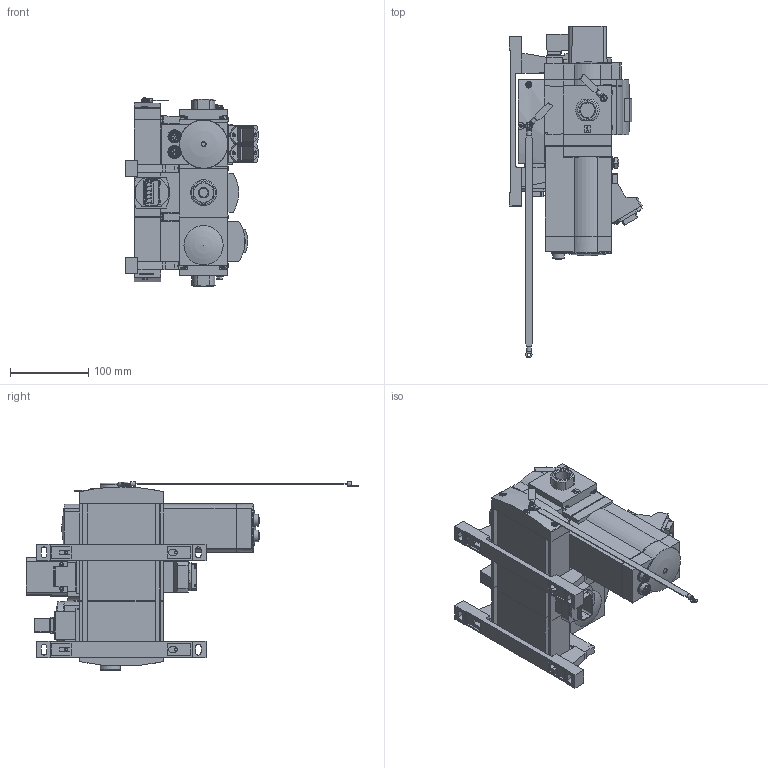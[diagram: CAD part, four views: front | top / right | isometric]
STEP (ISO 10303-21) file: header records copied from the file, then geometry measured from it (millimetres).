
FILE_DESCRIPTION(/* description */ ('STEP AP214'),/* implementation_level */ '2;1');
FILE_NAME(/* name */ '8157909_MSE6-C2M-5000-FB44-D-RG-BAR-AMI-AGD',/* time_stamp */ '2024-09-11T19:40:12+02:00',/* author */ ('License CC BY-ND 4.0'),/* organization */ ('CADENAS'),/* preprocessor_version */ 'ST-DEVELOPER v19.3',/* originating_system */ 'PARTsolutions',/* authorisation */ ' ');
FILE_SCHEMA (('AUTOMOTIVE_DESIGN {1 0 10303 214 3 1 1}'));
Length unit declared in the file: millimetre
Products named in the file (23): 8157909 MSE6-C2M-5000-FB44-D-RG-BAR-AMI-AGD; 2752171 MSE6-SFAM-C2M-11-FB44-; 8141593 MS6-MV1-EX---(0_p); 673118 MP6-HP; 673120 MP6-BW---(parts); 673120 MP6-WB---(parts); DIN-912 - M4x25(F); 683385 MP6-VEL; 2312617 MS6-E2M; 1789417 MS6-SV-E-ASIS; 8076622 MP6-ZA-3; DIN-912 - M4x20(F); 8110370 CPX-M-FB44---(1g); 8110370 CPX-M-FB44---(2g); 550216 CPX-M-M3X22-S-4X; 165592 ISK-M12; 548754 CPX-M-AK-M---(g_20_0); ISO 14580 M3x16; 689655 MS6-AGD-EX-Z---(112pr); 5304002 MSE6-LRP-1/2-AGD-D5-DM1-AMI0---(dummy); 2627165 MSE6-DE-2/2-AGD-V24C2M-RG---(part); 683387 MP6-VEL; 689655 MS6-AGD-EX---(110pr)
Assembly tree (38 placements, depth 2):
  8157909 MSE6-C2M-5000-FB44-D-RG-BAR-AMI-AGD
    2752171 MSE6-SFAM-C2M-11-FB44-
    8141593 MS6-MV1-EX---(0_p)  x4
    673118 MP6-HP  x2
    673120 MP6-BW---(parts)  x2
    673120 MP6-WB---(parts)  x2
    DIN-912 - M4x25(F)  x4
    683385 MP6-VEL
    2312617 MS6-E2M  x2
    1789417 MS6-SV-E-ASIS
    8076622 MP6-ZA-3  x2
    DIN-912 - M4x20(F)  x2
    8110370 CPX-M-FB44---(1g)
    8110370 CPX-M-FB44---(2g)
    550216 CPX-M-M3X22-S-4X  x4
    165592 ISK-M12
    548754 CPX-M-AK-M---(g_20_0)
    ISO 14580 M3x16  x2
    689655 MS6-AGD-EX-Z---(112pr)
    5304002 MSE6-LRP-1/2-AGD-D5-DM1-AMI0---(dummy)
    2627165 MSE6-DE-2/2-AGD-V24C2M-RG---(part)
    683387 MP6-VEL
    689655 MS6-AGD-EX---(110pr)
Bounding box: 170.09 x 423.65 x 240.85 mm (x, y, z)
Volume: 3508496.2 mm3; surface area: 550823.6 mm2
Topology: 38 solids, 39 shells, 3652 faces, 9502 edges, 6146 vertices
Faces by surface type: plane 2302, cylinder 933, cone 312, torus 88, sphere 17
Full cylindrical faces by diameter (mm): 1.1 x10, 1.5 x5, 2 x4, 2.3 x2, 2.459 x4, 2.6 x4, 2.693 x2, 3 x11, 3.242 x14, 3.3 x4, 3.4 x8, 3.6 x4, 4 x18, 4.2 x2, 4.3 x8, 4.4 x2, 4.5 x2, 4.6 x10, 5 x1, 5.5 x2, 5.6 x8, 5.8 x2, 6 x3, 6.5 x4, 7 x11, 7.2 x1, 7.5 x4, 7.6 x8, 7.8 x9, 8 x8
Entity records: 100751 total; most frequent: CARTESIAN_POINT 16010, DIRECTION 14676, ORIENTED_EDGE 14462, EDGE_CURVE 7231, LINE 5102, VECTOR 5102, VERTEX_POINT 4895, AXIS2_PLACEMENT_3D 4787
